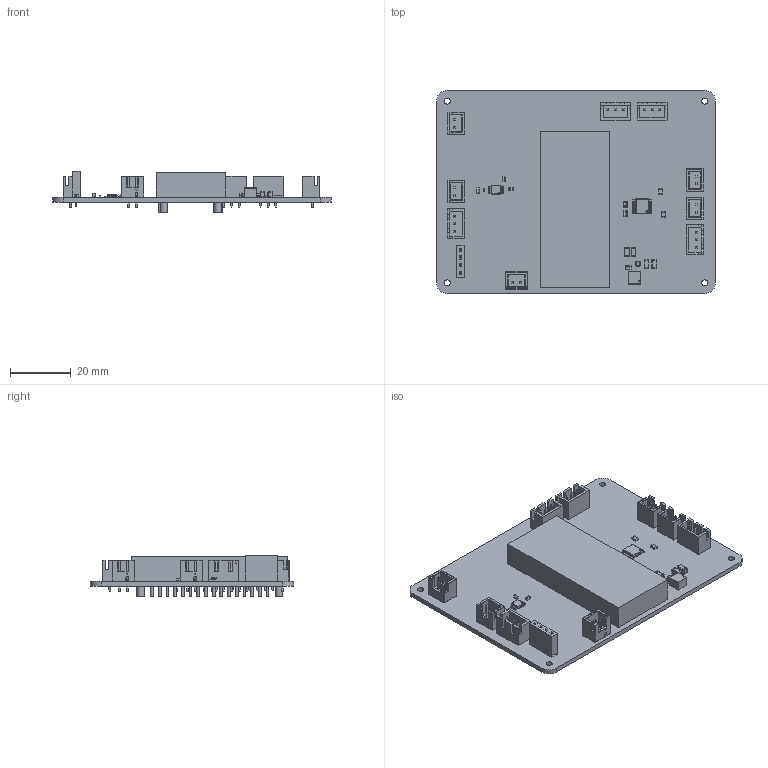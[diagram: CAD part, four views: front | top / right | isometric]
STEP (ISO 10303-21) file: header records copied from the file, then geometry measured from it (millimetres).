
FILE_DESCRIPTION(('Open CASCADE Model'),'2;1');
FILE_NAME('Open CASCADE Shape Model','2026-01-24T17:07:27',('Author'),( 'Open CASCADE'),'Open CASCADE STEP processor 7.5','Open CASCADE 7.5' ,'Unknown');
FILE_SCHEMA(('AUTOMOTIVE_DESIGN { 1 0 10303 214 1 1 1 1 }'));
Length unit declared in the file: millimetre
Products named in the file (112): PCB; Board; Open CASCADE STEP translator 7.5 1.1.1; C6; 8803140336; 1; 2; Murata Logo 3; C5; 8803143456; C4; 8803141216; AMP; 8803143376; Body; PinsArrayLR; SPKR; Conn_JST_B2B-XH-A_LF_SN_eec; B2B-XH-A; JST Logo adjustable; C3; 8803143856; Fillet1; Fillet2; body2; LED; Conn_JST_B3B-XH-A_LF_SN_eec; Pins; Marking; JST Logo; SVOS; ENC; 61300411821; 6130xx11821_PIN; PROP; SVOP; L1; 8803141296; body_SSMC_4030; land_pattern_SSMC_4020 ...
Assembly tree (154 placements, depth 5):
  PCB
    Board
      Open CASCADE STEP translator 7.5 1.1.1
    C6
      8803140336
        1
        2
        Murata Logo 3
    C5
      8803143456
        1
        2
        Murata Logo 3
    C4
      8803141216
    AMP
      8803143376
        Body
        PinsArrayLR
    SPKR
      Conn_JST_B2B-XH-A_LF_SN_eec
        1
          1
          B2B-XH-A
          JST Logo adjustable
    C3
      8803143856
        Fillet1
        Fillet2
        body2
    LED
      Conn_JST_B3B-XH-A_LF_SN_eec
        Body
        Pins
        Marking
        JST Logo
    SVOS
      Conn_JST_B3B-XH-A_LF_SN_eec
        Body
        Pins
        Marking
        JST Logo
    ENC
      61300411821
        6130xx11821_PIN  x4
        61300411821
    PROP
      Conn_JST_B2B-XH-A_LF_SN_eec
        1
          1
          B2B-XH-A
          JST Logo adjustable
    SVOP
      Conn_JST_B3B-XH-A_LF_SN_eec
        Body
        Pins
        Marking
        JST Logo
    L1
      8803141296
Bounding box: 92.11 x 67.11 x 13.55 mm (x, y, z)
Volume: 27139.6 mm3; surface area: 41784.2 mm2
Topology: 1182 solids, 1182 shells, 6217 faces, 10648 edges, 6730 vertices
Faces by surface type: plane 3942, cylinder 1875, sphere 198, bspline 124, torus 70, extrusion 8
Full cylindrical faces by diameter (mm): 0.375 x1, 0.55 x1, 0.9 x12, 0.91 x896, 1 x10, 1.02 x4, 1.11 x28, 2 x4, 2.34 x128
Entity records: 62432 total; most frequent: CARTESIAN_POINT 10645, DIRECTION 10097, ORIENTED_EDGE 9542, EDGE_CURVE 4771, VECTOR 3469, LINE 3467, AXIS2_PLACEMENT_3D 3314, VERTEX_POINT 3036
